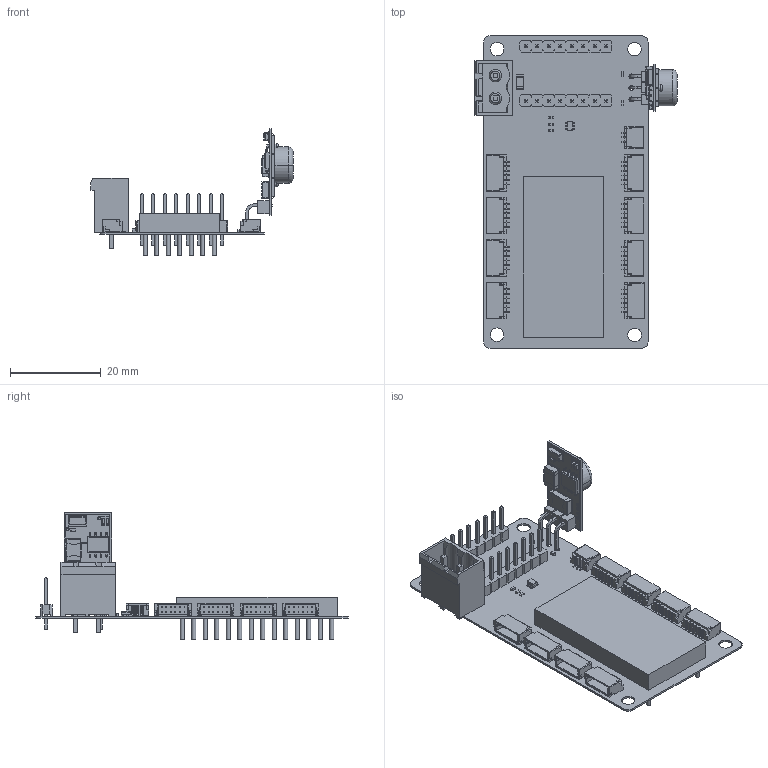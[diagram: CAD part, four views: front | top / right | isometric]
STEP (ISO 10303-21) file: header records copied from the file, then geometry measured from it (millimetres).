
FILE_DESCRIPTION(('Open CASCADE Model'),'2;1');
FILE_NAME('Open CASCADE Shape Model','2024-11-02T13:10:37',('Author'),( 'Open CASCADE'),'Open CASCADE STEP processor 6.8','Open CASCADE 6.8' ,'Unknown');
FILE_SCHEMA(('AUTOMOTIVE_DESIGN { 1 0 10303 214 1 1 1 1 }'));
Length unit declared in the file: millimetre
Products named in the file (58): PCB; Board; Open CASCADE STEP translator 6.8 1.1.1; IC?; 5898843808; Body; Leads; C?; 5898844048; solidBody; Terminal; solidTop; 5898844768; Fillet1; Fillet2; body2; 5898844448; PS?; 5898844208; J?; 5898844928; P?; 61300811121; 6130xx11121_PIN; J9; 5898844528; 5898845008; PinsArrayLR; 5898843648; J3; 5898843888; J7; 5898844688; J2; J8; J5; J6; R?; 5898843728; term1 ...
Assembly tree (104 placements, depth 4):
  PCB
    Board
      Open CASCADE STEP translator 6.8 1.1.1
    IC?
      5898843808
        Body
        Leads  x33
    C?
      5898844048
        solidBody
        Terminal
        solidTop
    C?
      5898844768
        Fillet1
        Fillet2
        body2
    C?
      5898844448
        Fillet1
        Fillet2
        body2
    PS?
      5898844208
    J?
      5898844928
    P?
      61300811121
        6130xx11121_PIN  x8
        61300811121
    P?
      61300811121
        6130xx11121_PIN  x8
        61300811121
    J9
      5898844528
    IC?
      5898845008
        Body
        PinsArrayLR
    C?
      5898843648
        Fillet1
        Fillet2
        body2
    J3
      5898843888
    J7
      5898844688
    J2
      5898843888
    J8
      5898844688
    J5
      5898844688
    J6
      5898844688
    R?
      5898843728
        term1
Bounding box: 44.66 x 69.09 x 27.9 mm (x, y, z)
Volume: 9108.2 mm3; surface area: 30238.1 mm2
Topology: 1234 solids, 1234 shells, 7756 faces, 15408 edges, 9996 vertices
Faces by surface type: plane 6036, cylinder 1624, sphere 68, torus 18, revolution 6, cone 4
Full cylindrical faces by diameter (mm): 0.156 x1, 0.91 x1089, 1.1 x16, 1.11 x36, 1.2 x2, 3 x4
Entity records: 76350 total; most frequent: CARTESIAN_POINT 11148, DIRECTION 10760, ORIENTED_EDGE 10748, EDGE_CURVE 5374, LINE 4452, VECTOR 4452, VERTEX_POINT 3456, AXIS2_PLACEMENT_3D 3151
